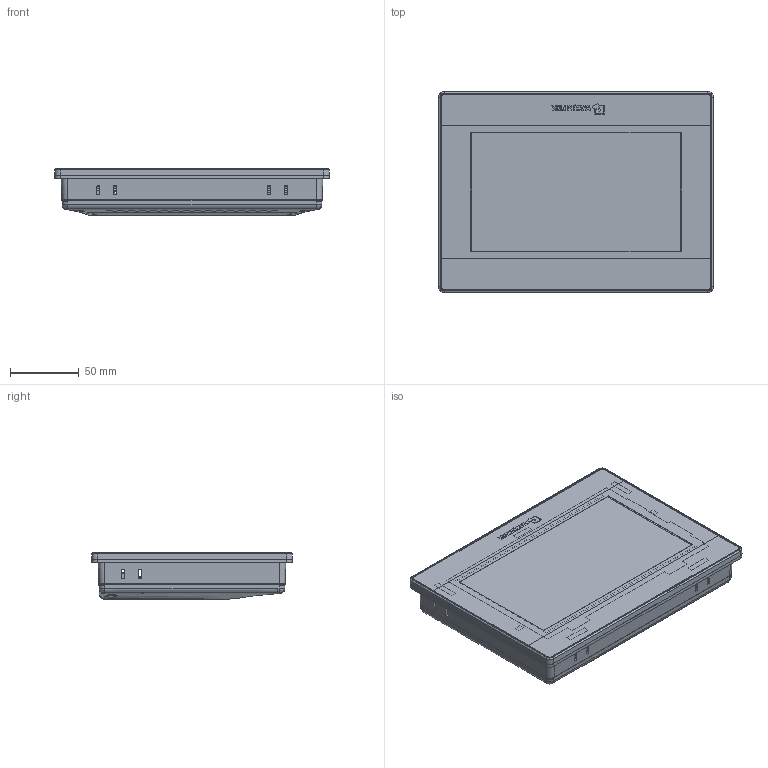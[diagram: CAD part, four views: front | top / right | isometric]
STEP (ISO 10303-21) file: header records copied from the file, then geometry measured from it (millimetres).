
FILE_DESCRIPTION (( 'STEP AP203' ), '1' );
FILE_NAME ('MT8071iP_160324.STEP', '2017-07-28T03:22:25', ( 'annayang' ), ( '' ), 'SwSTEP 2.0', 'SolidWorks 2011', '' );
FILE_SCHEMA (( 'CONFIG_CONTROL_DESIGN' ));
Products named in the file (1): MT8071iP_160324
Bounding box: 200.4 x 146.5 x 34.2 mm (x, y, z)
Surface area: 116172.9 mm2 (no closed solid volume)
Topology: 0 solids, 86 shells, 967 faces, 4010 edges, 2981 vertices
Faces by surface type: cylinder 332, plane 327, bspline 232, cone 44, sphere 26, torus 6
Entity records: 67801 total; most frequent: CARTESIAN_POINT 39274, ORIENTED_EDGE 5946, DIRECTION 4506, EDGE_CURVE 3965, VERTEX_POINT 2963, LINE 2112, VECTOR 2112, AXIS2_PLACEMENT_3D 1197
